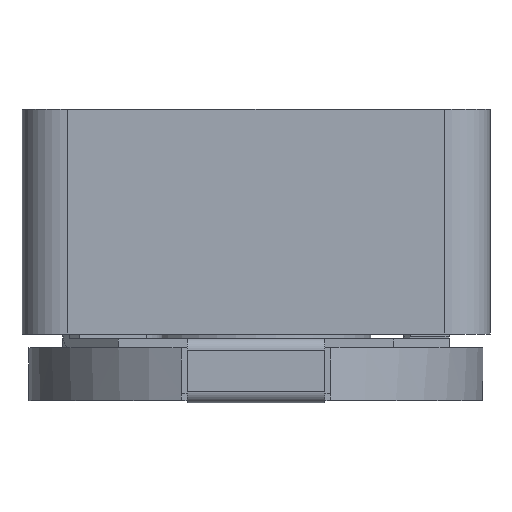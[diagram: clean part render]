
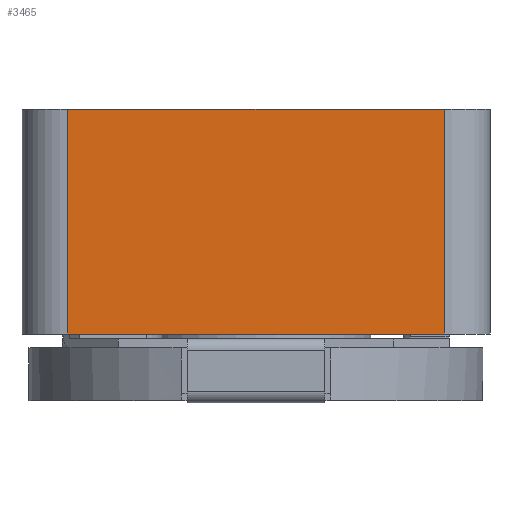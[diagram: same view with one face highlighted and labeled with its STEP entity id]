
A CAD part, front view. The second image highlights one B-rep face of the part: STEP entity #3465.
In plain terms, the highlighted planar face has unit normal (0, -1, 0).
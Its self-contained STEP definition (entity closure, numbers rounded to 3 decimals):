
#118 = DIRECTION ( 'NONE',  ( 0., 1., 0. ) ) ;
#993 = CARTESIAN_POINT ( 'NONE',  ( 4.1, -5.1, 6.35 ) ) ;
#1406 = DIRECTION ( 'NONE',  ( 1., 0., 0. ) ) ;
#1866 = DIRECTION ( 'NONE',  ( 0., 0., 1. ) ) ;
#1887 = DIRECTION ( 'NONE',  ( 1., 0., 0. ) ) ;
#2101 = VERTEX_POINT ( 'NONE', #9154 ) ;
#2221 = FACE_OUTER_BOUND ( 'NONE', #2993, .T. ) ;
#2505 = ORIENTED_EDGE ( 'NONE', *, *, #4035, .T. ) ;
#2651 = LINE ( 'NONE', #6379, #3795 ) ;
#2838 = DIRECTION ( 'NONE',  ( 1., 0., 0. ) ) ;
#2875 = VECTOR ( 'NONE', #8068, 1000. ) ;
#2993 = EDGE_LOOP ( 'NONE', ( #4549, #2505, #6037, #7794 ) ) ;
#3025 = EDGE_CURVE ( 'NONE', #2101, #8630, #5042, .T. ) ;
#3306 = LINE ( 'NONE', #7179, #2875 ) ;
#3332 = LINE ( 'NONE', #993, #6523 ) ;
#3465 = ADVANCED_FACE ( 'NONE', ( #2221 ), #8147, .F. ) ;
#3585 = EDGE_CURVE ( 'NONE', #5282, #8977, #2651, .T. ) ;
#3795 = VECTOR ( 'NONE', #2838, 1000. ) ;
#4035 = EDGE_CURVE ( 'NONE', #8977, #8630, #3332, .T. ) ;
#4549 = ORIENTED_EDGE ( 'NONE', *, *, #3585, .T. ) ;
#4759 = VECTOR ( 'NONE', #1406, 1000. ) ;
#5042 = LINE ( 'NONE', #6645, #4759 ) ;
#5178 = CARTESIAN_POINT ( 'NONE',  ( 4.1, -5.1, 6.35 ) ) ;
#5282 = VERTEX_POINT ( 'NONE', #10572 ) ;
#6037 = ORIENTED_EDGE ( 'NONE', *, *, #3025, .F. ) ;
#6379 = CARTESIAN_POINT ( 'NONE',  ( -5.1, -5.1, 1.45 ) ) ;
#6523 = VECTOR ( 'NONE', #1866, 1000. ) ;
#6645 = CARTESIAN_POINT ( 'NONE',  ( -5.1, -5.1, 6.35 ) ) ;
#7179 = CARTESIAN_POINT ( 'NONE',  ( -4.1, -5.1, 6.35 ) ) ;
#7465 = CARTESIAN_POINT ( 'NONE',  ( 4.1, -5.1, 1.45 ) ) ;
#7794 = ORIENTED_EDGE ( 'NONE', *, *, #7807, .T. ) ;
#7807 = EDGE_CURVE ( 'NONE', #2101, #5282, #3306, .T. ) ;
#7843 = AXIS2_PLACEMENT_3D ( 'NONE', #9848, #118, #1887 ) ;
#8068 = DIRECTION ( 'NONE',  ( 0., 0., -1. ) ) ;
#8147 = PLANE ( 'NONE',  #7843 ) ;
#8630 = VERTEX_POINT ( 'NONE', #5178 ) ;
#8977 = VERTEX_POINT ( 'NONE', #7465 ) ;
#9154 = CARTESIAN_POINT ( 'NONE',  ( -4.1, -5.1, 6.35 ) ) ;
#9848 = CARTESIAN_POINT ( 'NONE',  ( -5.1, -5.1, 6.35 ) ) ;
#10572 = CARTESIAN_POINT ( 'NONE',  ( -4.1, -5.1, 1.45 ) ) ;
